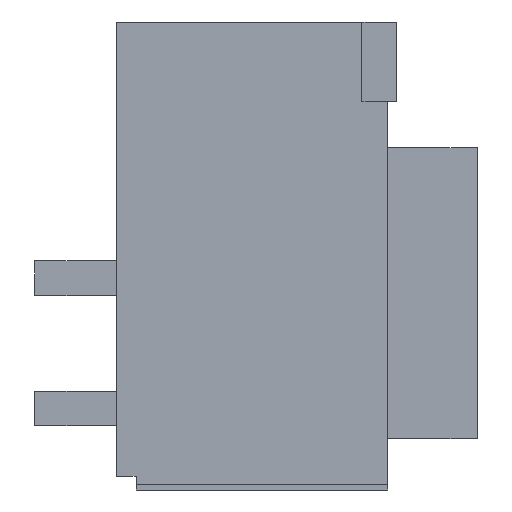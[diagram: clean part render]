
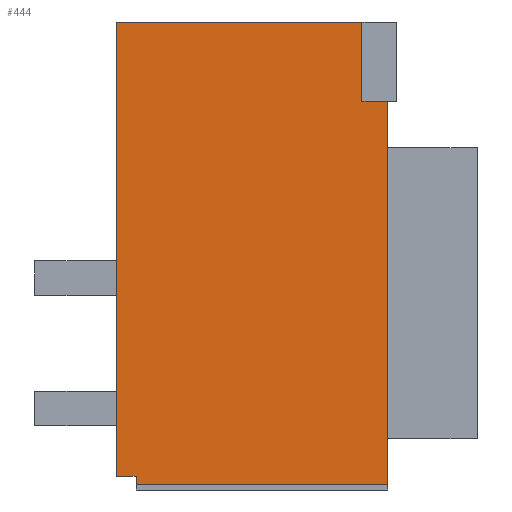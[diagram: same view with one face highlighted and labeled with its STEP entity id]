
A CAD part, left-side view. The second image highlights one B-rep face of the part: STEP entity #444.
In plain terms, the highlighted planar face has unit normal (-1, 0, 0).
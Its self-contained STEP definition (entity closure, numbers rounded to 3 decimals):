
#444=ADVANCED_FACE('',(#579),#525,.F.);
#525=PLANE('',#2202);
#579=FACE_OUTER_BOUND('',#749,.T.);
#749=EDGE_LOOP('',(#1125,#1126,#1127,#1128,#1129,#1130,#1131,#1132));
#1125=ORIENTED_EDGE('',*,*,#1671,.T.);
#1126=ORIENTED_EDGE('',*,*,#1667,.F.);
#1127=ORIENTED_EDGE('',*,*,#1672,.T.);
#1128=ORIENTED_EDGE('',*,*,#1673,.F.);
#1129=ORIENTED_EDGE('',*,*,#1674,.T.);
#1130=ORIENTED_EDGE('',*,*,#1675,.F.);
#1131=ORIENTED_EDGE('',*,*,#1676,.F.);
#1132=ORIENTED_EDGE('',*,*,#1627,.F.);
#1415=VERTEX_POINT('',#3085);
#1416=VERTEX_POINT('',#3087);
#1450=VERTEX_POINT('',#3166);
#1451=VERTEX_POINT('',#3168);
#1454=VERTEX_POINT('',#3179);
#1455=VERTEX_POINT('',#3181);
#1456=VERTEX_POINT('',#3183);
#1457=VERTEX_POINT('',#3185);
#1627=EDGE_CURVE('',#1415,#1416,#1823,.T.);
#1667=EDGE_CURVE('',#1451,#1450,#1859,.T.);
#1671=EDGE_CURVE('',#1415,#1450,#1863,.T.);
#1672=EDGE_CURVE('',#1451,#1454,#1864,.T.);
#1673=EDGE_CURVE('',#1455,#1454,#1865,.T.);
#1674=EDGE_CURVE('',#1455,#1456,#1866,.T.);
#1675=EDGE_CURVE('',#1457,#1456,#1867,.T.);
#1676=EDGE_CURVE('',#1416,#1457,#1868,.T.);
#1823=LINE('',#3086,#1995);
#1859=LINE('',#3169,#2031);
#1863=LINE('',#3177,#2035);
#1864=LINE('',#3178,#2036);
#1865=LINE('',#3180,#2037);
#1866=LINE('',#3182,#2038);
#1867=LINE('',#3184,#2039);
#1868=LINE('',#3186,#2040);
#1995=VECTOR('',#2557,1.);
#2031=VECTOR('',#2615,1.);
#2035=VECTOR('',#2623,1.);
#2036=VECTOR('',#2624,1.);
#2037=VECTOR('',#2625,1.);
#2038=VECTOR('',#2626,1.);
#2039=VECTOR('',#2627,1.);
#2040=VECTOR('',#2628,1.);
#2202=AXIS2_PLACEMENT_3D('',#3187,#2629,#2630);
#2557=DIRECTION('',(0.,0.,-1.));
#2615=DIRECTION('',(0.,0.,1.));
#2623=DIRECTION('',(0.,1.,0.));
#2624=DIRECTION('',(0.,-1.,0.));
#2625=DIRECTION('',(0.,0.,1.));
#2626=DIRECTION('',(0.,-1.,0.));
#2627=DIRECTION('',(0.,0.,-1.));
#2628=DIRECTION('',(0.,-1.,0.));
#2629=DIRECTION('',(1.,0.,0.));
#2630=DIRECTION('',(0.,0.,-1.));
#3085=CARTESIAN_POINT('',(-119.,99.,402.));
#3086=CARTESIAN_POINT('',(-119.,99.,402.));
#3087=CARTESIAN_POINT('',(-119.,99.,334.));
#3166=CARTESIAN_POINT('',(-119.,310.,402.));
#3168=CARTESIAN_POINT('',(-119.,310.,12.));
#3169=CARTESIAN_POINT('',(-119.,310.,5.));
#3177=CARTESIAN_POINT('',(-119.,0.,402.));
#3178=CARTESIAN_POINT('',(-119.,0.,12.));
#3179=CARTESIAN_POINT('',(-119.,293.,12.));
#3180=CARTESIAN_POINT('',(-119.,293.,600.));
#3181=CARTESIAN_POINT('',(-119.,293.,5.));
#3182=CARTESIAN_POINT('',(-119.,0.,5.));
#3183=CARTESIAN_POINT('',(-119.,77.,5.));
#3184=CARTESIAN_POINT('',(-119.,77.,334.));
#3185=CARTESIAN_POINT('',(-119.,77.,334.));
#3186=CARTESIAN_POINT('',(-119.,99.,334.));
#3187=CARTESIAN_POINT('',(-119.,0.,5.));
